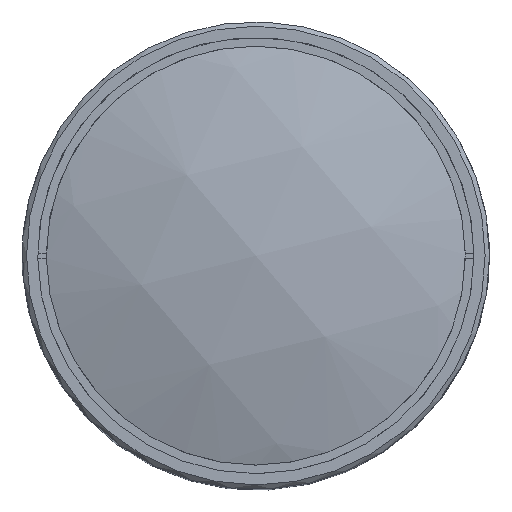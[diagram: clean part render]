
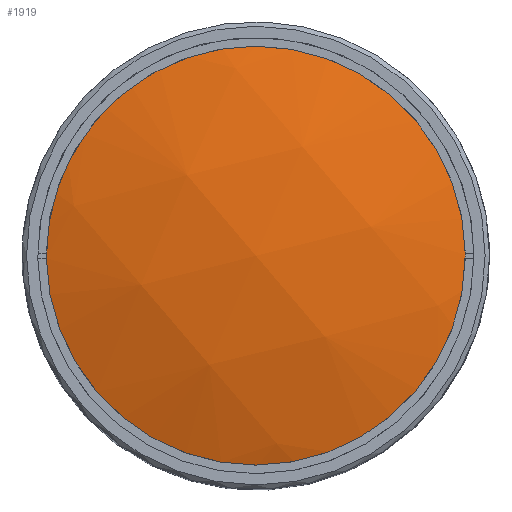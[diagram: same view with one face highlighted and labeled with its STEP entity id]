
A CAD part, top view. The second image highlights one B-rep face of the part: STEP entity #1919.
In plain terms, the highlighted spherical face has radius 144.54 mm.
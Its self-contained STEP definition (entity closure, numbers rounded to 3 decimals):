
#1903=CARTESIAN_POINT('',(0.,0.,-150.261));
#1904=DIRECTION('',(-0.761,-0.649,0.));
#1905=DIRECTION('',(0.0,0.0,-1.0));
#1906=AXIS2_PLACEMENT_3D('',#1903,#1904,#1905);
#1907=SPHERICAL_SURFACE('',#1906,144.54);
#1908=CARTESIAN_POINT('',(0.0,47.5,-13.749));
#1909=VERTEX_POINT('',#1908);
#1910=CARTESIAN_POINT('',(0.,0.,-13.749));
#1911=DIRECTION('',(0.0,0.0,1.0));
#1912=DIRECTION('',(0.0,1.0,0.0));
#1913=AXIS2_PLACEMENT_3D('',#1910,#1911,#1912);
#1914=CIRCLE('',#1913,47.5);
#1915=EDGE_CURVE('',#1909,#1909,#1914,.T.);
#1916=ORIENTED_EDGE('',*,*,#1915,.T.);
#1917=EDGE_LOOP('',(#1916));
#1918=FACE_OUTER_BOUND('',#1917,.T.);
#1919=ADVANCED_FACE('',(#1918),#1907,.T.);
